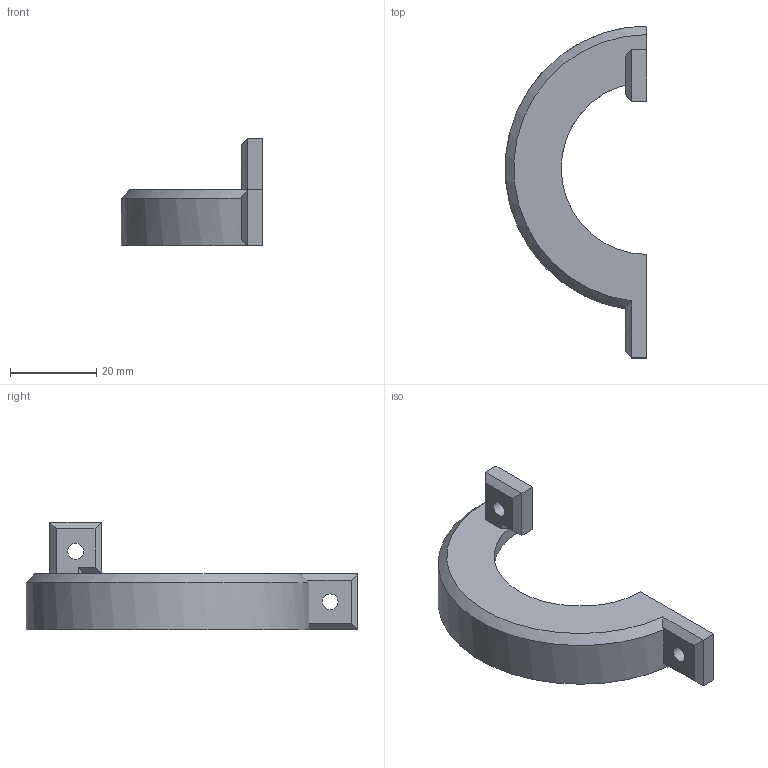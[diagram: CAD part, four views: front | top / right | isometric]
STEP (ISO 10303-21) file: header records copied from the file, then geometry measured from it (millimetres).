
FILE_DESCRIPTION(/* description */ (''),/* implementation_level */ '2;1');
FILE_NAME(/* name */ 'Right-horizontal motor.step',/* time_stamp */ '2025-12-20T12:16:06-05:00',/* author */ (''),/* organization */ (''),/* preprocessor_version */ 'ST-DEVELOPER v20.1',/* originating_system */ 'Autodesk Translation Framework v14.21.0.0',/* authorisation */ '');
FILE_SCHEMA (('AUTOMOTIVE_DESIGN { 1 0 10303 214 3 1 1 }'));
Length unit declared in the file: inch
Products named in the file (1): 2025-12-20-10-02-11-717
Bounding box: 32.79 x 77 x 25 mm (x, y, z)
Volume: 7256.4 mm3; surface area: 5505.4 mm2
Topology: 1 solids, 1 shells, 26 faces, 67 edges, 43 vertices
Faces by surface type: plane 20, cylinder 5, cone 1
Full cylindrical faces by diameter (mm): 3.7 x2
Entity records: 856 total; most frequent: CARTESIAN_POINT 177, ORIENTED_EDGE 134, DIRECTION 130, EDGE_CURVE 67, LINE 50, VECTOR 50, VERTEX_POINT 43, AXIS2_PLACEMENT_3D 40
